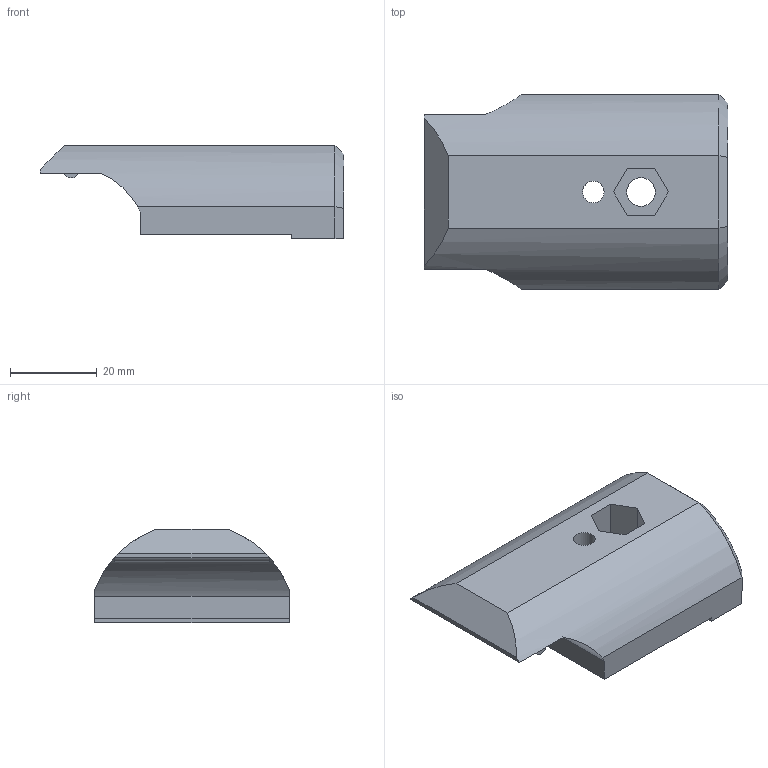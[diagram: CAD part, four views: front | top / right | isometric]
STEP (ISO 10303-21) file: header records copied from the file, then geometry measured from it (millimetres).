
FILE_DESCRIPTION((''),'2;1');
FILE_NAME('欄杆壓片夾板YM-C70-21.stp','2013-07-10T16:44:17',('user'),(''),'Autodesk Inventor 2012','Autodesk Inventor 2012','');
FILE_SCHEMA(('AUTOMOTIVE_DESIGN { 1 0 10303 214 1 1 1 1 }'));
Length unit declared in the file: millimetre
Products named in the file (1): 欄杆壓片夾板YM-C70-21
Bounding box: 70 x 45 x 21.5 mm (x, y, z)
Volume: 39867.5 mm3; surface area: 9535.3 mm2
Topology: 1 solids, 1 shells, 32 faces, 79 edges, 50 vertices
Faces by surface type: plane 24, cylinder 6, cone 2
Full cylindrical faces by diameter (mm): 5 x1, 6.6 x1
Entity records: 973 total; most frequent: CARTESIAN_POINT 186, ORIENTED_EDGE 154, DIRECTION 153, EDGE_CURVE 77, VECTOR 55, LINE 55, VERTEX_POINT 50, AXIS2_PLACEMENT_3D 49
